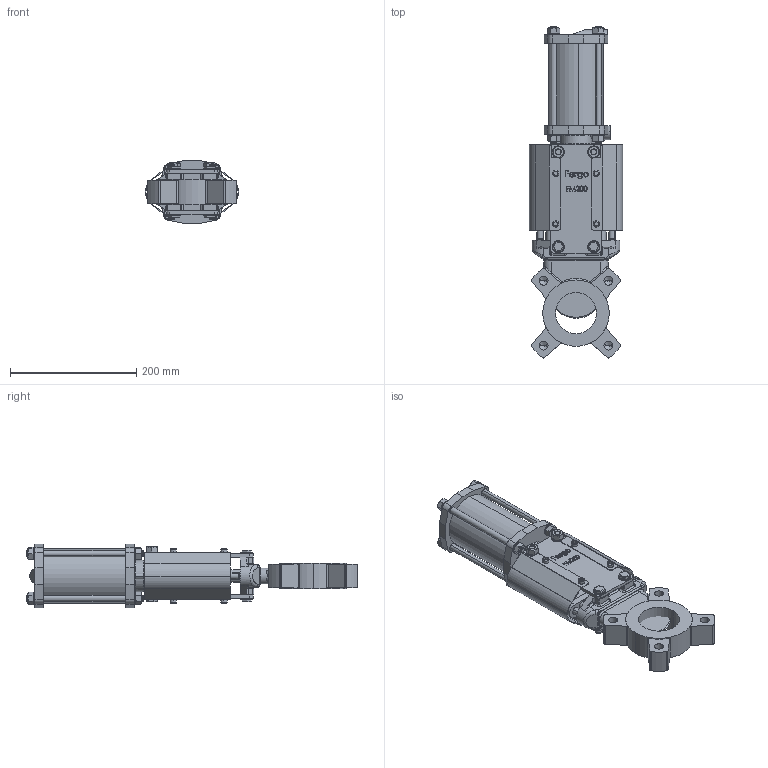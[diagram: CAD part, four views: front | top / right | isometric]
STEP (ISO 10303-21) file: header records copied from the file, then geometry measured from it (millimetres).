
FILE_DESCRIPTION (( 'STEP AP214' ), '1' );
FILE_NAME ('FM200-Plattenschieber-Stoffschieber-DN65-PN10-Doppeltwirkend-Pneumatischer-Antrieb-Fergo.STEP', '2022-09-26T08:48:33', ( '' ), ( '' ), 'SwSTEP 2.0', 'SolidWorks 2022', '' );
FILE_SCHEMA (( 'AUTOMOTIVE_DESIGN' ));
Length unit declared in the file: millimetre
Products named in the file (1): FM200-Plattenschieber-Stoffschieber-DN65-PN10-Doppeltwirkend-Pneumatischer-Antrieb-Fergo
Bounding box: 147.5 x 524.84 x 100 mm (x, y, z)
Volume: 1716296.8 mm3; surface area: 499841.5 mm2
Topology: 63 solids, 63 shells, 1781 faces, 4367 edges, 2757 vertices
Faces by surface type: plane 650, cylinder 629, cone 218, bspline 189, torus 91, sphere 4
Entity records: 77338 total; most frequent: CARTESIAN_POINT 33959, ORIENTED_EDGE 8654, DIRECTION 7525, EDGE_CURVE 4327, AXIS2_PLACEMENT_3D 2766, VERTEX_POINT 2757, EDGE_LOOP 2018, LINE 1993
